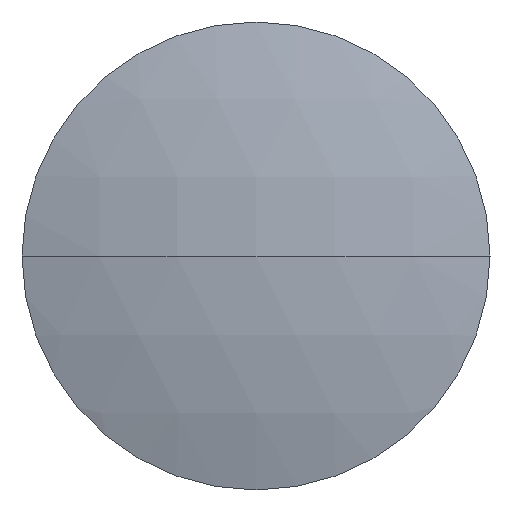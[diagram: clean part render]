
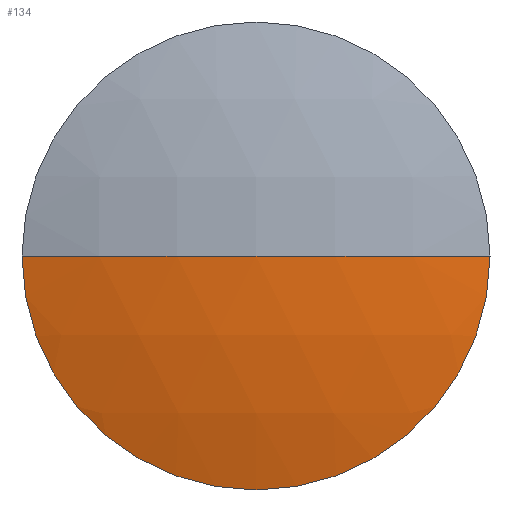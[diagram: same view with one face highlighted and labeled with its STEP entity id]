
A CAD part, left-side view. The second image highlights one B-rep face of the part: STEP entity #134.
In plain terms, the highlighted spherical face has radius 67 mm.
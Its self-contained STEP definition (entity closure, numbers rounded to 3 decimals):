
#1 = ORIENTED_EDGE ( 'NONE', *, *, #2, .T. ) ;
#2 = EDGE_CURVE ( 'NONE', #31, #136, #70, .T. ) ;
#9 = CARTESIAN_POINT ( 'NONE',  ( 125.613, 46.192, 0. ) ) ;
#10 = CARTESIAN_POINT ( 'NONE',  ( 125.613, 65.217, 0. ) ) ;
#29 = VERTEX_POINT ( 'NONE', #140 ) ;
#30 = CIRCLE ( 'NONE', #184, 67. ) ;
#31 = VERTEX_POINT ( 'NONE', #87 ) ;
#49 = DIRECTION ( 'NONE',  ( 0., -1., 0. ) ) ;
#51 = EDGE_LOOP ( 'NONE', ( #1, #145, #188 ) ) ;
#55 = CARTESIAN_POINT ( 'NONE',  ( 189.855, 65.217, 0. ) ) ;
#58 = AXIS2_PLACEMENT_3D ( 'NONE', #10, #68, #49 ) ;
#66 = CIRCLE ( 'NONE', #152, 67. ) ;
#68 = DIRECTION ( 'NONE',  ( -1., 0., 0. ) ) ;
#70 = CIRCLE ( 'NONE', #58, 19.025 ) ;
#71 = DIRECTION ( 'NONE',  ( 0., 1., 0. ) ) ;
#76 = SPHERICAL_SURFACE ( 'NONE', #137, 67. ) ;
#79 = DIRECTION ( 'NONE',  ( 0., 0., -1. ) ) ;
#80 = FACE_OUTER_BOUND ( 'NONE', #51, .T. ) ;
#87 = CARTESIAN_POINT ( 'NONE',  ( 125.613, 84.242, 0. ) ) ;
#106 = CARTESIAN_POINT ( 'NONE',  ( 189.855, 65.217, 0. ) ) ;
#125 = DIRECTION ( 'NONE',  ( 0., 0., 1. ) ) ;
#134 = ADVANCED_FACE ( 'NONE', ( #80 ), #76, .T. ) ;
#136 = VERTEX_POINT ( 'NONE', #9 ) ;
#137 = AXIS2_PLACEMENT_3D ( 'NONE', #55, #158, #71 ) ;
#140 = CARTESIAN_POINT ( 'NONE',  ( 122.855, 65.217, 0. ) ) ;
#145 = ORIENTED_EDGE ( 'NONE', *, *, #187, .T. ) ;
#149 = DIRECTION ( 'NONE',  ( 0., 1., 0. ) ) ;
#152 = AXIS2_PLACEMENT_3D ( 'NONE', #106, #125, #178 ) ;
#158 = DIRECTION ( 'NONE',  ( 0., 0., -1. ) ) ;
#172 = EDGE_CURVE ( 'NONE', #31, #29, #66, .T. ) ;
#178 = DIRECTION ( 'NONE',  ( 1., 0., 0. ) ) ;
#179 = CARTESIAN_POINT ( 'NONE',  ( 189.855, 65.217, 0. ) ) ;
#184 = AXIS2_PLACEMENT_3D ( 'NONE', #179, #79, #149 ) ;
#187 = EDGE_CURVE ( 'NONE', #136, #29, #30, .T. ) ;
#188 = ORIENTED_EDGE ( 'NONE', *, *, #172, .F. ) ;
